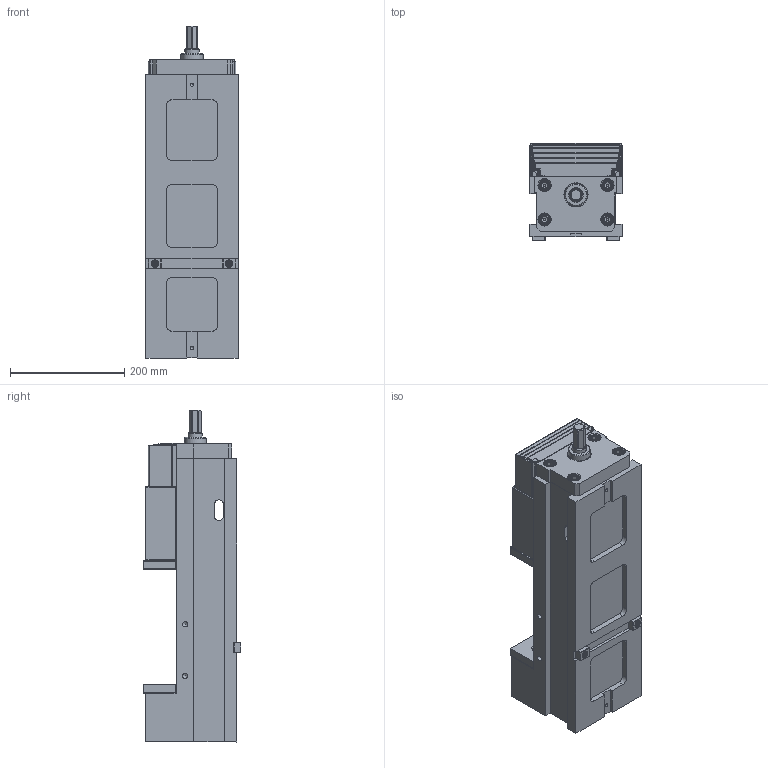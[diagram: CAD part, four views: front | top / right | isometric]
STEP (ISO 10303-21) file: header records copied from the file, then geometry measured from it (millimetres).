
FILE_DESCRIPTION(/* description */ (''),/* implementation_level */ '2;1');
FILE_NAME(/* name */ '1AVC160GA0101.stp',/* time_stamp */ '2017-11-08T17:04:48+08:00',/* author */ ('AUTOWELL002'),/* organization */ (''),/* preprocessor_version */ 'ST-DEVELOPER v16.5',/* originating_system */ 'Autodesk Inventor 2017',/* authorisation */ '');
FILE_SCHEMA (('AUTOMOTIVE_DESIGN { 1 0 10303 214 3 1 1 }'));
Length unit declared in the file: millimetre
Products named in the file (28): 範例; 01; 02; 03; 04; 06; 07; 08; 13; 14; 15; 16; 17; 18; 19; 20; 21; 22; 23; 24; 25; 29; 30; 31; 32; 33; 34; 35
Assembly tree (38 placements, depth 2):
  範例
    01
    02
    03
    04
    06
    07
    08  x2
    13
    14
    15
    16
    17
    18
    19
    20
    21
    22
    23  x2
    24
    25  x2
    29  x2
    30
    31
    32
    33  x2
    34  x4
    35  x4
Bounding box: 161 x 170.01 x 580.01 mm (x, y, z)
Volume: 6760017 mm3; surface area: 964475.5 mm2
Topology: 38 solids, 38 shells, 1094 faces, 2830 edges, 1841 vertices
Faces by surface type: plane 655, cylinder 255, cone 145, torus 25, bspline 8, sphere 6
Full cylindrical faces by diameter (mm): 3.239 x1, 3.5 x1, 4 x2, 4.134 x1, 4.917 x2, 5 x2, 5.459 x4, 6 x2, 6.5 x3, 7 x2, 7.938 x1, 8 x4, 8.376 x4, 8.917 x4, 10 x6, 10.106 x1, 10.376 x4, 11 x6, 11.835 x6, 12 x6, 13 x4, 16 x4, 17.5 x4, 18 x4, 20 x4, 21.5 x1, 22 x1, 23.5 x1, 25 x5, 28 x1
Entity records: 27009 total; most frequent: CARTESIAN_POINT 5296, DIRECTION 4384, ORIENTED_EDGE 4160, EDGE_CURVE 2079, AXIS2_PLACEMENT_3D 1546, VERTEX_POINT 1450, LINE 1292, VECTOR 1292
